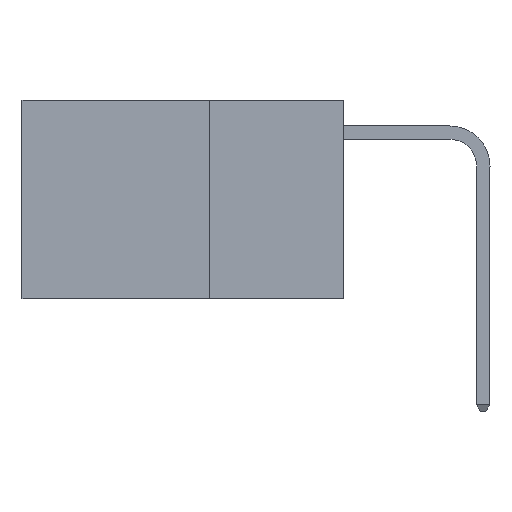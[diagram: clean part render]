
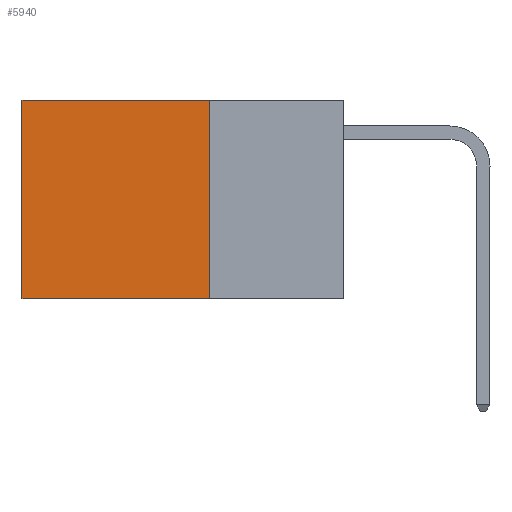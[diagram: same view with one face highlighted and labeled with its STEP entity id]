
A CAD part, left-side view. The second image highlights one B-rep face of the part: STEP entity #5940.
In plain terms, the highlighted planar face has unit normal (-1, 0, 0).
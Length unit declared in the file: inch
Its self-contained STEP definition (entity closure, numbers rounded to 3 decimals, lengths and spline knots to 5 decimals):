
#49 = EDGE_CURVE ( 'NONE', #6922, #2409, #19850, .T. ) ;
#293 = CARTESIAN_POINT ( 'NONE',  ( 0.2625, 0.25, 0. ) ) ;
#681 = CARTESIAN_POINT ( 'NONE',  ( 0.2625, 0.25, 0. ) ) ;
#827 = CARTESIAN_POINT ( 'NONE',  ( 0.2625, 0.6, 0. ) ) ;
#1978 = LINE ( 'NONE', #13328, #9990 ) ;
#2199 = EDGE_CURVE ( 'NONE', #8355, #6922, #1978, .T. ) ;
#2327 = VECTOR ( 'NONE', #15163, 39.37008 ) ;
#2409 = VERTEX_POINT ( 'NONE', #11260 ) ;
#2572 = DIRECTION ( 'NONE',  ( 0., 1., 0. ) ) ;
#3075 = CARTESIAN_POINT ( 'NONE',  ( 0.2625, 0.25, 0. ) ) ;
#4043 = EDGE_CURVE ( 'NONE', #8355, #8022, #20739, .T. ) ;
#4136 = DIRECTION ( 'NONE',  ( 1., 0., 0. ) ) ;
#5940 = ADVANCED_FACE ( 'NONE', ( #12762 ), #19299, .F. ) ;
#6922 = VERTEX_POINT ( 'NONE', #20188 ) ;
#7196 = VECTOR ( 'NONE', #2572, 39.37008 ) ;
#7230 = AXIS2_PLACEMENT_3D ( 'NONE', #681, #4136, #16004 ) ;
#8022 = VERTEX_POINT ( 'NONE', #827 ) ;
#8355 = VERTEX_POINT ( 'NONE', #293 ) ;
#8688 = ORIENTED_EDGE ( 'NONE', *, *, #2199, .F. ) ;
#9990 = VECTOR ( 'NONE', #13592, 39.37008 ) ;
#11140 = ORIENTED_EDGE ( 'NONE', *, *, #4043, .T. ) ;
#11260 = CARTESIAN_POINT ( 'NONE',  ( 0.2625, 0.6, -0.37 ) ) ;
#12762 = FACE_OUTER_BOUND ( 'NONE', #19772, .T. ) ;
#13279 = ORIENTED_EDGE ( 'NONE', *, *, #21147, .T. ) ;
#13328 = CARTESIAN_POINT ( 'NONE',  ( 0.2625, 0.25, 0. ) ) ;
#13592 = DIRECTION ( 'NONE',  ( 0., 0., -1. ) ) ;
#15113 = CARTESIAN_POINT ( 'NONE',  ( 0.2625, 0.25, -0.37 ) ) ;
#15163 = DIRECTION ( 'NONE',  ( 0., 1., 0. ) ) ;
#16004 = DIRECTION ( 'NONE',  ( 0., 0., -1. ) ) ;
#17567 = VECTOR ( 'NONE', #21969, 39.37008 ) ;
#18050 = ORIENTED_EDGE ( 'NONE', *, *, #49, .F. ) ;
#18100 = LINE ( 'NONE', #20288, #17567 ) ;
#19299 = PLANE ( 'NONE',  #7230 ) ;
#19772 = EDGE_LOOP ( 'NONE', ( #13279, #18050, #8688, #11140 ) ) ;
#19850 = LINE ( 'NONE', #15113, #2327 ) ;
#20188 = CARTESIAN_POINT ( 'NONE',  ( 0.2625, 0.25, -0.37 ) ) ;
#20288 = CARTESIAN_POINT ( 'NONE',  ( 0.2625, 0.6, 0. ) ) ;
#20739 = LINE ( 'NONE', #3075, #7196 ) ;
#21147 = EDGE_CURVE ( 'NONE', #8022, #2409, #18100, .T. ) ;
#21969 = DIRECTION ( 'NONE',  ( 0., 0., -1. ) ) ;
